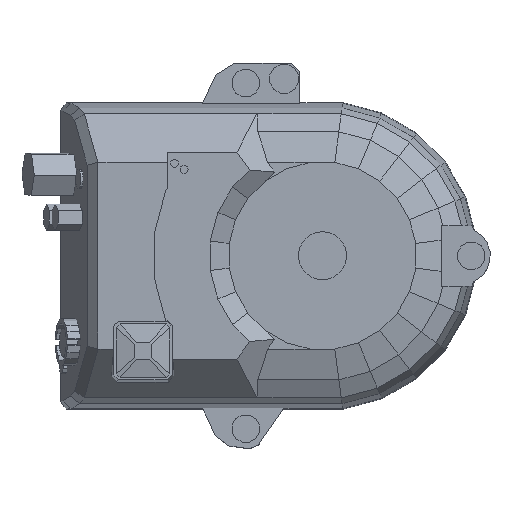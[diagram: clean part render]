
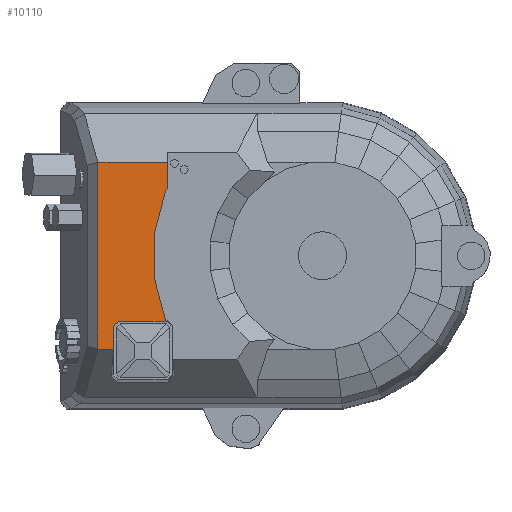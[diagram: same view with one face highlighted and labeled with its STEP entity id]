
A CAD part, top view. The second image highlights one B-rep face of the part: STEP entity #10110.
In plain terms, the highlighted planar face has unit normal (0, 0, 1).
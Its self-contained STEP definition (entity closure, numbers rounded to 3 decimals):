
#1 = EDGE_CURVE ( 'NONE', #3518, #7650, #1236, .T. ) ;
#37 = CARTESIAN_POINT ( 'NONE',  ( -234.212, 155.8, 137. ) ) ;
#106 = CARTESIAN_POINT ( 'NONE',  ( -163.38, -67.674, 137. ) ) ;
#215 = ORIENTED_EDGE ( 'NONE', *, *, #7682, .T. ) ;
#315 = CARTESIAN_POINT ( 'NONE',  ( -234.212, 97.276, 137. ) ) ;
#318 = VERTEX_POINT ( 'NONE', #4829 ) ;
#363 = CARTESIAN_POINT ( 'NONE',  ( -162.988, -68.354, 137. ) ) ;
#793 = DIRECTION ( 'NONE',  ( 0.259, 0.966, 0. ) ) ;
#816 = ORIENTED_EDGE ( 'NONE', *, *, #7866, .T. ) ;
#937 = LINE ( 'NONE', #37, #1076 ) ;
#1076 = VECTOR ( 'NONE', #6925, 1000. ) ;
#1085 = VECTOR ( 'NONE', #4771, 1000. ) ;
#1091 = VECTOR ( 'NONE', #4719, 1000. ) ;
#1109 = DIRECTION ( 'NONE',  ( 0.517, 0.856, 0. ) ) ;
#1236 = LINE ( 'NONE', #2018, #6381 ) ;
#1312 = LINE ( 'NONE', #8203, #9663 ) ;
#1568 = LINE ( 'NONE', #5493, #3755 ) ;
#1682 = LINE ( 'NONE', #11111, #9850 ) ;
#1699 = LINE ( 'NONE', #5630, #1091 ) ;
#1738 = CARTESIAN_POINT ( 'NONE',  ( 0., 0., 137. ) ) ;
#1846 = VERTEX_POINT ( 'NONE', #6068 ) ;
#2018 = CARTESIAN_POINT ( 'NONE',  ( -234.212, 97.276, 137. ) ) ;
#2205 = EDGE_CURVE ( 'NONE', #7650, #318, #10836, .T. ) ;
#2508 = EDGE_LOOP ( 'NONE', ( #215, #5333, #7169, #7603, #4389, #7922, #6195, #2714, #5361, #9250, #11400, #816, #11724, #3772 ) ) ;
#2714 = ORIENTED_EDGE ( 'NONE', *, *, #9636, .T. ) ;
#2904 = CARTESIAN_POINT ( 'NONE',  ( -217.839, 0., 137. ) ) ;
#3175 = VERTEX_POINT ( 'NONE', #9040 ) ;
#3305 = LINE ( 'NONE', #11174, #6052 ) ;
#3334 = EDGE_CURVE ( 'NONE', #3175, #9515, #7843, .T. ) ;
#3439 = DIRECTION ( 'NONE',  ( 0.5, 0.866, 0. ) ) ;
#3440 = DIRECTION ( 'NONE',  ( 0.707, 0.707, 0. ) ) ;
#3518 = VERTEX_POINT ( 'NONE', #315 ) ;
#3548 = CARTESIAN_POINT ( 'NONE',  ( -161.328, 108., 137. ) ) ;
#3556 = VECTOR ( 'NONE', #6964, 1000. ) ;
#3600 = VECTOR ( 'NONE', #4997, 1000. ) ;
#3667 = PLANE ( 'NONE',  #4175 ) ;
#3729 = DIRECTION ( 'NONE',  ( 0., -1., 0. ) ) ;
#3755 = VECTOR ( 'NONE', #793, 1000. ) ;
#3772 = ORIENTED_EDGE ( 'NONE', *, *, #12543, .T. ) ;
#3906 = EDGE_CURVE ( 'NONE', #12157, #10772, #7181, .T. ) ;
#4175 = AXIS2_PLACEMENT_3D ( 'NONE', #1738, #6625, #3729 ) ;
#4386 = VECTOR ( 'NONE', #6868, 1000. ) ;
#4389 = ORIENTED_EDGE ( 'NONE', *, *, #12282, .F. ) ;
#4719 = DIRECTION ( 'NONE',  ( -0.259, 0.966, 0. ) ) ;
#4771 = DIRECTION ( 'NONE',  ( 0., -1., 0. ) ) ;
#4825 = VERTEX_POINT ( 'NONE', #12175 ) ;
#4829 = CARTESIAN_POINT ( 'NONE',  ( -161.328, 97.523, 137. ) ) ;
#4955 = CARTESIAN_POINT ( 'NONE',  ( -255., 97.523, 137. ) ) ;
#4997 = DIRECTION ( 'NONE',  ( 1., 0., 0. ) ) ;
#5333 = ORIENTED_EDGE ( 'NONE', *, *, #9522, .F. ) ;
#5342 = VERTEX_POINT ( 'NONE', #10863 ) ;
#5361 = ORIENTED_EDGE ( 'NONE', *, *, #8858, .T. ) ;
#5493 = CARTESIAN_POINT ( 'NONE',  ( -175.328, 23.082, 137. ) ) ;
#5630 = CARTESIAN_POINT ( 'NONE',  ( -163.38, -67.674, 137. ) ) ;
#5644 = CARTESIAN_POINT ( 'NONE',  ( -212.729, -68.354, 137. ) ) ;
#5649 = LINE ( 'NONE', #9574, #5962 ) ;
#5693 = VERTEX_POINT ( 'NONE', #10326 ) ;
#5733 = FACE_OUTER_BOUND ( 'NONE', #2508, .T. ) ;
#5946 = VECTOR ( 'NONE', #12692, 1000. ) ;
#5962 = VECTOR ( 'NONE', #8734, 1000. ) ;
#6052 = VECTOR ( 'NONE', #3440, 1000. ) ;
#6068 = CARTESIAN_POINT ( 'NONE',  ( -163.38, 67.674, 137. ) ) ;
#6195 = ORIENTED_EDGE ( 'NONE', *, *, #6530, .F. ) ;
#6205 = DIRECTION ( 'NONE',  ( -1., 0., 0. ) ) ;
#6381 = VECTOR ( 'NONE', #1109, 1000. ) ;
#6456 = VERTEX_POINT ( 'NONE', #106 ) ;
#6530 = EDGE_CURVE ( 'NONE', #4825, #3175, #1682, .T. ) ;
#6625 = DIRECTION ( 'NONE',  ( 0., 0., 1. ) ) ;
#6868 = DIRECTION ( 'NONE',  ( 0.5, -0.866, 0. ) ) ;
#6925 = DIRECTION ( 'NONE',  ( 0., 1., 0. ) ) ;
#6964 = DIRECTION ( 'NONE',  ( 0., 1., 0. ) ) ;
#7169 = ORIENTED_EDGE ( 'NONE', *, *, #2205, .F. ) ;
#7181 = LINE ( 'NONE', #9113, #3600 ) ;
#7425 = EDGE_CURVE ( 'NONE', #8538, #8163, #5649, .T. ) ;
#7603 = ORIENTED_EDGE ( 'NONE', *, *, #1, .F. ) ;
#7650 = VERTEX_POINT ( 'NONE', #9767 ) ;
#7682 = EDGE_CURVE ( 'NONE', #1846, #5342, #1312, .T. ) ;
#7843 = LINE ( 'NONE', #10755, #5946 ) ;
#7866 = EDGE_CURVE ( 'NONE', #6456, #8538, #1699, .T. ) ;
#7922 = ORIENTED_EDGE ( 'NONE', *, *, #3334, .F. ) ;
#8163 = VERTEX_POINT ( 'NONE', #9222 ) ;
#8203 = CARTESIAN_POINT ( 'NONE',  ( -163.38, 67.674, 137. ) ) ;
#8538 = VERTEX_POINT ( 'NONE', #11192 ) ;
#8734 = DIRECTION ( 'NONE',  ( 0., 1., 0. ) ) ;
#8858 = EDGE_CURVE ( 'NONE', #5693, #12157, #3305, .T. ) ;
#9040 = CARTESIAN_POINT ( 'NONE',  ( -234.063, -97.523, 137. ) ) ;
#9113 = CARTESIAN_POINT ( 'NONE',  ( 0., -68.354, 137. ) ) ;
#9222 = CARTESIAN_POINT ( 'NONE',  ( -175.328, 23.082, 137. ) ) ;
#9250 = ORIENTED_EDGE ( 'NONE', *, *, #3906, .T. ) ;
#9339 = VECTOR ( 'NONE', #10104, 1000. ) ;
#9515 = VERTEX_POINT ( 'NONE', #10516 ) ;
#9522 = EDGE_CURVE ( 'NONE', #318, #5342, #9543, .T. ) ;
#9543 = LINE ( 'NONE', #3548, #1085 ) ;
#9574 = CARTESIAN_POINT ( 'NONE',  ( -175.328, 0., 137. ) ) ;
#9636 = EDGE_CURVE ( 'NONE', #4825, #5693, #9994, .T. ) ;
#9663 = VECTOR ( 'NONE', #3439, 1000. ) ;
#9767 = CARTESIAN_POINT ( 'NONE',  ( -234.063, 97.523, 137. ) ) ;
#9841 = CARTESIAN_POINT ( 'NONE',  ( -163.38, -67.674, 137. ) ) ;
#9850 = VECTOR ( 'NONE', #6205, 1000. ) ;
#9994 = LINE ( 'NONE', #2904, #3556 ) ;
#10104 = DIRECTION ( 'NONE',  ( 1., 0., 0. ) ) ;
#10110 = ADVANCED_FACE ( 'NONE', ( #5733 ), #3667, .T. ) ;
#10326 = CARTESIAN_POINT ( 'NONE',  ( -217.839, -73.463, 137. ) ) ;
#10516 = CARTESIAN_POINT ( 'NONE',  ( -234.212, -97.276, 137. ) ) ;
#10598 = EDGE_CURVE ( 'NONE', #6456, #10772, #10744, .T. ) ;
#10744 = LINE ( 'NONE', #9841, #4386 ) ;
#10755 = CARTESIAN_POINT ( 'NONE',  ( -234.063, -97.523, 137. ) ) ;
#10772 = VERTEX_POINT ( 'NONE', #363 ) ;
#10836 = LINE ( 'NONE', #4955, #9339 ) ;
#10863 = CARTESIAN_POINT ( 'NONE',  ( -161.328, 71.228, 137. ) ) ;
#11111 = CARTESIAN_POINT ( 'NONE',  ( -89.143, -97.523, 137. ) ) ;
#11174 = CARTESIAN_POINT ( 'NONE',  ( -217.839, -73.463, 137. ) ) ;
#11192 = CARTESIAN_POINT ( 'NONE',  ( -175.328, -23.082, 137. ) ) ;
#11400 = ORIENTED_EDGE ( 'NONE', *, *, #10598, .F. ) ;
#11724 = ORIENTED_EDGE ( 'NONE', *, *, #7425, .T. ) ;
#12157 = VERTEX_POINT ( 'NONE', #5644 ) ;
#12175 = CARTESIAN_POINT ( 'NONE',  ( -217.839, -97.523, 137. ) ) ;
#12282 = EDGE_CURVE ( 'NONE', #9515, #3518, #937, .T. ) ;
#12543 = EDGE_CURVE ( 'NONE', #8163, #1846, #1568, .T. ) ;
#12692 = DIRECTION ( 'NONE',  ( -0.517, 0.856, 0. ) ) ;
